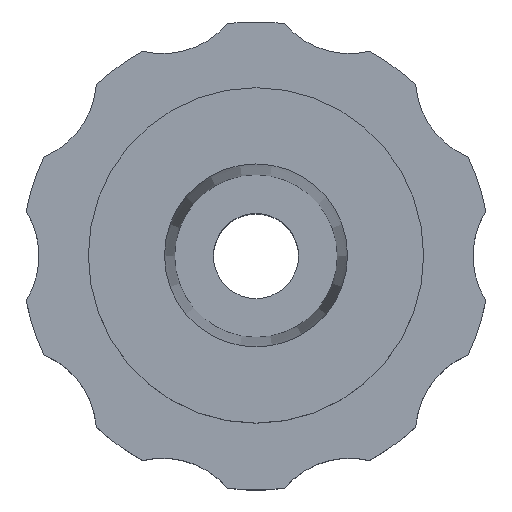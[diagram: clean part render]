
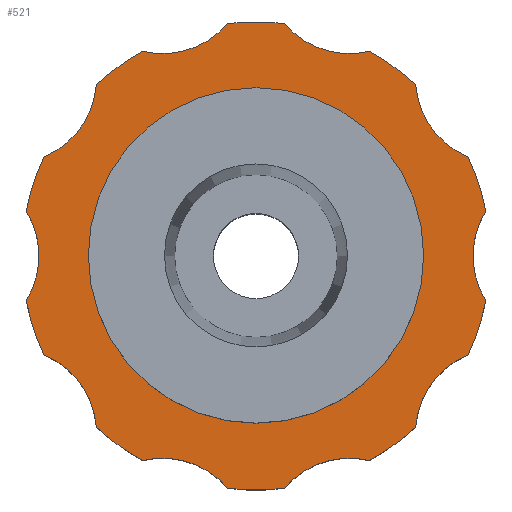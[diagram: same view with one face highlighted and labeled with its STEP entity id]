
A CAD part, top view. The second image highlights one B-rep face of the part: STEP entity #521.
In plain terms, the highlighted planar face has unit normal (0, 0, 1).
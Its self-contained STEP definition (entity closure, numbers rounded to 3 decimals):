
#17=PLANE('',#600);
#126=ORIENTED_EDGE('',*,*,#261,.F.);
#127=ORIENTED_EDGE('',*,*,#259,.T.);
#128=ORIENTED_EDGE('',*,*,#262,.T.);
#129=ORIENTED_EDGE('',*,*,#209,.T.);
#130=ORIENTED_EDGE('',*,*,#263,.T.);
#131=ORIENTED_EDGE('',*,*,#213,.T.);
#132=ORIENTED_EDGE('',*,*,#264,.T.);
#133=ORIENTED_EDGE('',*,*,#217,.T.);
#134=ORIENTED_EDGE('',*,*,#265,.T.);
#135=ORIENTED_EDGE('',*,*,#221,.T.);
#136=ORIENTED_EDGE('',*,*,#266,.T.);
#137=ORIENTED_EDGE('',*,*,#225,.T.);
#138=ORIENTED_EDGE('',*,*,#267,.T.);
#139=ORIENTED_EDGE('',*,*,#229,.T.);
#140=ORIENTED_EDGE('',*,*,#268,.T.);
#141=ORIENTED_EDGE('',*,*,#233,.T.);
#142=ORIENTED_EDGE('',*,*,#269,.T.);
#143=ORIENTED_EDGE('',*,*,#237,.T.);
#144=ORIENTED_EDGE('',*,*,#270,.T.);
#145=ORIENTED_EDGE('',*,*,#241,.T.);
#146=ORIENTED_EDGE('',*,*,#271,.T.);
#209=EDGE_CURVE('',#282,#283,#335,.T.);
#213=EDGE_CURVE('',#286,#287,#337,.T.);
#217=EDGE_CURVE('',#290,#291,#339,.T.);
#221=EDGE_CURVE('',#294,#295,#341,.T.);
#225=EDGE_CURVE('',#298,#299,#343,.T.);
#229=EDGE_CURVE('',#302,#303,#345,.T.);
#233=EDGE_CURVE('',#306,#307,#347,.T.);
#237=EDGE_CURVE('',#310,#311,#349,.T.);
#241=EDGE_CURVE('',#314,#315,#351,.T.);
#259=EDGE_CURVE('',#323,#322,#366,.T.);
#261=EDGE_CURVE('',#324,#324,#367,.T.);
#262=EDGE_CURVE('',#322,#282,#368,.T.);
#263=EDGE_CURVE('',#283,#286,#369,.T.);
#264=EDGE_CURVE('',#287,#290,#370,.T.);
#265=EDGE_CURVE('',#291,#294,#371,.T.);
#266=EDGE_CURVE('',#295,#298,#372,.T.);
#267=EDGE_CURVE('',#299,#302,#373,.T.);
#268=EDGE_CURVE('',#303,#306,#374,.T.);
#269=EDGE_CURVE('',#307,#310,#375,.T.);
#270=EDGE_CURVE('',#311,#314,#376,.T.);
#271=EDGE_CURVE('',#315,#323,#377,.T.);
#282=VERTEX_POINT('',#845);
#283=VERTEX_POINT('',#846);
#286=VERTEX_POINT('',#854);
#287=VERTEX_POINT('',#855);
#290=VERTEX_POINT('',#863);
#291=VERTEX_POINT('',#864);
#294=VERTEX_POINT('',#872);
#295=VERTEX_POINT('',#873);
#298=VERTEX_POINT('',#881);
#299=VERTEX_POINT('',#882);
#302=VERTEX_POINT('',#890);
#303=VERTEX_POINT('',#891);
#306=VERTEX_POINT('',#899);
#307=VERTEX_POINT('',#900);
#310=VERTEX_POINT('',#908);
#311=VERTEX_POINT('',#909);
#314=VERTEX_POINT('',#917);
#315=VERTEX_POINT('',#918);
#322=VERTEX_POINT('',#945);
#323=VERTEX_POINT('',#947);
#324=VERTEX_POINT('',#951);
#335=CIRCLE('',#557,5.5);
#337=CIRCLE('',#560,5.5);
#339=CIRCLE('',#563,5.5);
#341=CIRCLE('',#566,5.5);
#343=CIRCLE('',#569,5.5);
#345=CIRCLE('',#572,5.5);
#347=CIRCLE('',#575,5.5);
#349=CIRCLE('',#578,5.5);
#351=CIRCLE('',#581,5.5);
#366=CIRCLE('',#599,5.5);
#367=CIRCLE('',#601,2.925);
#368=CIRCLE('',#602,2.);
#369=CIRCLE('',#603,2.);
#370=CIRCLE('',#604,2.);
#371=CIRCLE('',#605,2.);
#372=CIRCLE('',#606,2.);
#373=CIRCLE('',#607,2.);
#374=CIRCLE('',#608,2.);
#375=CIRCLE('',#609,2.);
#376=CIRCLE('',#610,2.);
#377=CIRCLE('',#611,2.);
#402=EDGE_LOOP('',(#126));
#403=EDGE_LOOP('',(#127,#128,#129,#130,#131,#132,#133,#134,#135,#136,#137,
#138,#139,#140,#141,#142,#143,#144,#145,#146));
#450=FACE_BOUND('',#402,.T.);
#451=FACE_BOUND('',#403,.T.);
#521=ADVANCED_FACE('',(#450,#451),#17,.F.);
#557=AXIS2_PLACEMENT_3D('',#844,#648,#649);
#560=AXIS2_PLACEMENT_3D('',#853,#656,#657);
#563=AXIS2_PLACEMENT_3D('',#862,#664,#665);
#566=AXIS2_PLACEMENT_3D('',#871,#672,#673);
#569=AXIS2_PLACEMENT_3D('',#880,#680,#681);
#572=AXIS2_PLACEMENT_3D('',#889,#688,#689);
#575=AXIS2_PLACEMENT_3D('',#898,#696,#697);
#578=AXIS2_PLACEMENT_3D('',#907,#704,#705);
#581=AXIS2_PLACEMENT_3D('',#916,#712,#713);
#599=AXIS2_PLACEMENT_3D('',#946,#751,#752);
#600=AXIS2_PLACEMENT_3D('',#949,#754,#755);
#601=AXIS2_PLACEMENT_3D('',#950,#756,#757);
#602=AXIS2_PLACEMENT_3D('',#952,#758,#759);
#603=AXIS2_PLACEMENT_3D('',#953,#760,#761);
#604=AXIS2_PLACEMENT_3D('',#954,#762,#763);
#605=AXIS2_PLACEMENT_3D('',#955,#764,#765);
#606=AXIS2_PLACEMENT_3D('',#956,#766,#767);
#607=AXIS2_PLACEMENT_3D('',#957,#768,#769);
#608=AXIS2_PLACEMENT_3D('',#958,#770,#771);
#609=AXIS2_PLACEMENT_3D('',#959,#772,#773);
#610=AXIS2_PLACEMENT_3D('',#960,#774,#775);
#611=AXIS2_PLACEMENT_3D('',#961,#776,#777);
#648=DIRECTION('',(0.,0.,1.));
#649=DIRECTION('',(1.,0.,0.));
#656=DIRECTION('',(0.,0.,1.));
#657=DIRECTION('',(1.,0.,0.));
#664=DIRECTION('',(0.,0.,1.));
#665=DIRECTION('',(1.,0.,0.));
#672=DIRECTION('',(0.,0.,1.));
#673=DIRECTION('',(1.,0.,0.));
#680=DIRECTION('',(0.,0.,1.));
#681=DIRECTION('',(1.,0.,0.));
#688=DIRECTION('',(0.,0.,1.));
#689=DIRECTION('',(1.,0.,0.));
#696=DIRECTION('',(0.,0.,1.));
#697=DIRECTION('',(1.,0.,0.));
#704=DIRECTION('',(0.,0.,1.));
#705=DIRECTION('',(1.,0.,0.));
#712=DIRECTION('',(0.,0.,1.));
#713=DIRECTION('',(1.,0.,0.));
#751=DIRECTION('',(0.,0.,1.));
#752=DIRECTION('',(1.,0.,0.));
#754=DIRECTION('',(0.,0.,-1.));
#755=DIRECTION('',(-1.,0.,0.));
#756=DIRECTION('',(0.,0.,1.));
#757=DIRECTION('',(1.,0.,0.));
#758=DIRECTION('',(0.,0.,-1.));
#759=DIRECTION('',(-1.,0.,0.));
#760=DIRECTION('',(0.,0.,-1.));
#761=DIRECTION('',(-1.,0.,0.));
#762=DIRECTION('',(0.,0.,-1.));
#763=DIRECTION('',(-1.,0.,0.));
#764=DIRECTION('',(0.,0.,-1.));
#765=DIRECTION('',(-1.,0.,0.));
#766=DIRECTION('',(0.,0.,-1.));
#767=DIRECTION('',(-1.,0.,0.));
#768=DIRECTION('',(0.,0.,-1.));
#769=DIRECTION('',(-1.,0.,0.));
#770=DIRECTION('',(0.,0.,-1.));
#771=DIRECTION('',(-1.,0.,0.));
#772=DIRECTION('',(0.,0.,-1.));
#773=DIRECTION('',(-1.,0.,0.));
#774=DIRECTION('',(0.,0.,-1.));
#775=DIRECTION('',(-1.,0.,0.));
#776=DIRECTION('',(0.,0.,-1.));
#777=DIRECTION('',(-1.,0.,0.));
#844=CARTESIAN_POINT('',(0.,0.,2.55));
#845=CARTESIAN_POINT('',(-3.75,-4.024,2.55));
#846=CARTESIAN_POINT('',(-2.668,-4.809,2.55));
#853=CARTESIAN_POINT('',(0.,0.,2.55));
#854=CARTESIAN_POINT('',(-0.668,-5.459,2.55));
#855=CARTESIAN_POINT('',(0.668,-5.459,2.55));
#862=CARTESIAN_POINT('',(0.,0.,2.55));
#863=CARTESIAN_POINT('',(2.668,-4.809,2.55));
#864=CARTESIAN_POINT('',(3.75,-4.024,2.55));
#871=CARTESIAN_POINT('',(0.,0.,2.55));
#872=CARTESIAN_POINT('',(4.985,-2.323,2.55));
#873=CARTESIAN_POINT('',(5.399,-1.051,2.55));
#880=CARTESIAN_POINT('',(0.,0.,2.55));
#881=CARTESIAN_POINT('',(5.399,1.051,2.55));
#882=CARTESIAN_POINT('',(4.985,2.323,2.55));
#889=CARTESIAN_POINT('',(0.,0.,2.55));
#890=CARTESIAN_POINT('',(3.75,4.024,2.55));
#891=CARTESIAN_POINT('',(2.668,4.809,2.55));
#898=CARTESIAN_POINT('',(0.,0.,2.55));
#899=CARTESIAN_POINT('',(0.668,5.459,2.55));
#900=CARTESIAN_POINT('',(-0.668,5.459,2.55));
#907=CARTESIAN_POINT('',(0.,0.,2.55));
#908=CARTESIAN_POINT('',(-2.668,4.809,2.55));
#909=CARTESIAN_POINT('',(-3.75,4.024,2.55));
#916=CARTESIAN_POINT('',(0.,0.,2.55));
#917=CARTESIAN_POINT('',(-4.985,2.323,2.55));
#918=CARTESIAN_POINT('',(-5.399,1.051,2.55));
#945=CARTESIAN_POINT('',(-4.985,-2.323,2.55));
#946=CARTESIAN_POINT('',(0.,0.,2.55));
#947=CARTESIAN_POINT('',(-5.399,-1.051,2.55));
#949=CARTESIAN_POINT('',(5.5,0.,2.55));
#950=CARTESIAN_POINT('',(0.,0.,2.55));
#951=CARTESIAN_POINT('',(2.925,0.,2.55));
#952=CARTESIAN_POINT('',(-5.744,-4.173,2.55));
#953=CARTESIAN_POINT('',(-2.194,-6.753,2.55));
#954=CARTESIAN_POINT('',(2.194,-6.753,2.55));
#955=CARTESIAN_POINT('',(5.744,-4.173,2.55));
#956=CARTESIAN_POINT('',(7.1,0.,2.55));
#957=CARTESIAN_POINT('',(5.744,4.173,2.55));
#958=CARTESIAN_POINT('',(2.194,6.753,2.55));
#959=CARTESIAN_POINT('',(-2.194,6.753,2.55));
#960=CARTESIAN_POINT('',(-5.744,4.173,2.55));
#961=CARTESIAN_POINT('',(-7.1,0.,2.55));
